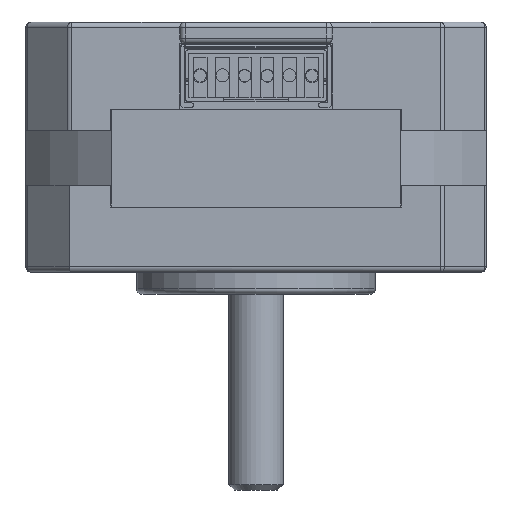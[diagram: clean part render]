
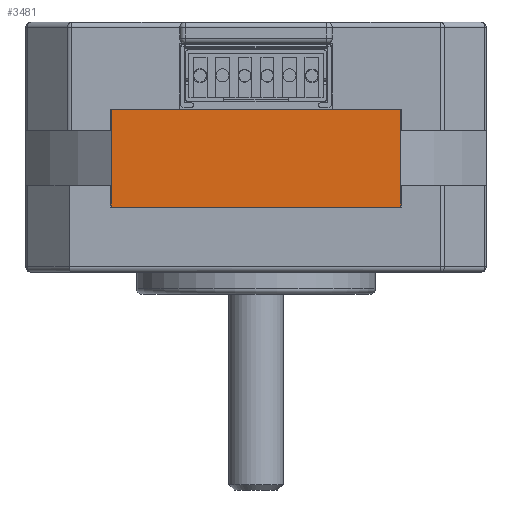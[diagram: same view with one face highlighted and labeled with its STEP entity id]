
A CAD part, front view. The second image highlights one B-rep face of the part: STEP entity #3481.
In plain terms, the highlighted planar face has unit normal (0, -1, 0).
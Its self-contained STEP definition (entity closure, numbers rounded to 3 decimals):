
#421 = VERTEX_POINT ( 'NONE', #15256 ) ;
#1032 = DIRECTION ( 'NONE',  ( 0., 0., 1. ) ) ;
#1362 = VECTOR ( 'NONE', #12406, 1000. ) ;
#1603 = DIRECTION ( 'NONE',  ( 0., 0., 1. ) ) ;
#1880 = VERTEX_POINT ( 'NONE', #3675 ) ;
#2167 = EDGE_CURVE ( 'NONE', #421, #1880, #9803, .T. ) ;
#2992 = ORIENTED_EDGE ( 'NONE', *, *, #9388, .T. ) ;
#3254 = CARTESIAN_POINT ( 'NONE',  ( 0., -21.16, 15. ) ) ;
#3481 = ADVANCED_FACE ( 'NONE', ( #15037 ), #9484, .F. ) ;
#3548 = CARTESIAN_POINT ( 'NONE',  ( 0., -21.16, -53.85 ) ) ;
#3675 = CARTESIAN_POINT ( 'NONE',  ( 13.314, -21.16, 6. ) ) ;
#3790 = VECTOR ( 'NONE', #1603, 1000. ) ;
#4034 = CARTESIAN_POINT ( 'NONE',  ( -13.314, -21.16, -53.85 ) ) ;
#4285 = ORIENTED_EDGE ( 'NONE', *, *, #2167, .T. ) ;
#4453 = AXIS2_PLACEMENT_3D ( 'NONE', #3548, #7043, #1032 ) ;
#4605 = EDGE_CURVE ( 'NONE', #5824, #14429, #6983, .T. ) ;
#5519 = DIRECTION ( 'NONE',  ( 0., 0., 1. ) ) ;
#5824 = VERTEX_POINT ( 'NONE', #7473 ) ;
#6420 = VECTOR ( 'NONE', #11586, 1000. ) ;
#6983 = LINE ( 'NONE', #3254, #6420 ) ;
#7043 = DIRECTION ( 'NONE',  ( 0., 1., 0. ) ) ;
#7135 = ORIENTED_EDGE ( 'NONE', *, *, #14311, .F. ) ;
#7473 = CARTESIAN_POINT ( 'NONE',  ( -13.314, -21.16, 15. ) ) ;
#7871 = ORIENTED_EDGE ( 'NONE', *, *, #4605, .F. ) ;
#8939 = CARTESIAN_POINT ( 'NONE',  ( 13.314, -21.16, -53.85 ) ) ;
#9165 = VECTOR ( 'NONE', #5519, 1000. ) ;
#9388 = EDGE_CURVE ( 'NONE', #1880, #14429, #12892, .T. ) ;
#9484 = PLANE ( 'NONE',  #4453 ) ;
#9803 = LINE ( 'NONE', #10020, #1362 ) ;
#10020 = CARTESIAN_POINT ( 'NONE',  ( 0., -21.16, 6. ) ) ;
#10136 = LINE ( 'NONE', #4034, #3790 ) ;
#11586 = DIRECTION ( 'NONE',  ( 1., 0., 0. ) ) ;
#12406 = DIRECTION ( 'NONE',  ( 1., 0., 0. ) ) ;
#12892 = LINE ( 'NONE', #8939, #9165 ) ;
#14311 = EDGE_CURVE ( 'NONE', #421, #5824, #10136, .T. ) ;
#14429 = VERTEX_POINT ( 'NONE', #15076 ) ;
#14590 = EDGE_LOOP ( 'NONE', ( #7135, #4285, #2992, #7871 ) ) ;
#15037 = FACE_OUTER_BOUND ( 'NONE', #14590, .T. ) ;
#15076 = CARTESIAN_POINT ( 'NONE',  ( 13.314, -21.16, 15. ) ) ;
#15256 = CARTESIAN_POINT ( 'NONE',  ( -13.314, -21.16, 6. ) ) ;
